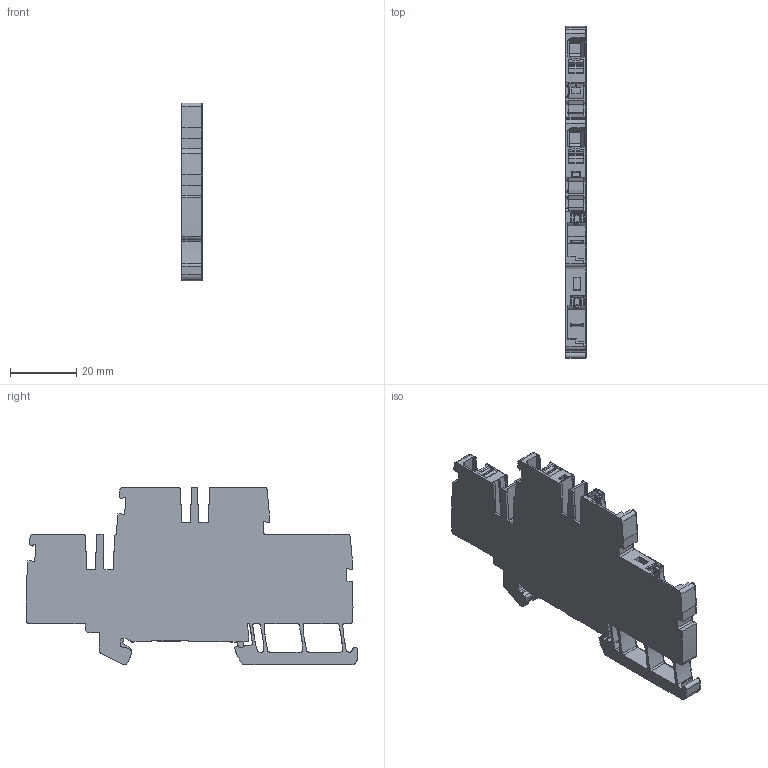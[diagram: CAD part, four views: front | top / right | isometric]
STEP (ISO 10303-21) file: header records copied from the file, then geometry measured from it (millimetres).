
FILE_DESCRIPTION(('CATIA V5 STEP Exchange','CAx-IF Rec.Pracs.--- Model Styling and Organization---1.4--- 2014-01-23'),'2;1');
FILE_NAME ('168788-1_3', '2023-09-08T06:47:42+00:00', ('none'), ('Weidmueller'), 'CATIA Version 5-6 Release 2016 SP3 HF44', 'CATIA V5 STEP AP214', 'none');
FILE_SCHEMA(('AUTOMOTIVE_DESIGN { 1 0 10303 214 1 1 1 1 }'));
Length unit declared in the file: millimetre
Products named in the file (1): 2540300000
Bounding box: 6.1 x 99.99 x 53.6 mm (x, y, z)
Volume: 19050.9 mm3; surface area: 21029 mm2
Topology: 7 solids, 8 shells, 1457 faces, 4216 edges, 2756 vertices
Faces by surface type: plane 698, cylinder 533, extrusion 148, torus 36, bspline 27, sphere 8, cone 7
Entity records: 54058 total; most frequent: CARTESIAN_POINT 17953, ORIENTED_EDGE 8386, DIRECTION 5811, EDGE_CURVE 4193, VECTOR 2822, VERTEX_POINT 2756, LINE 2674, AXIS2_PLACEMENT_3D 1894
